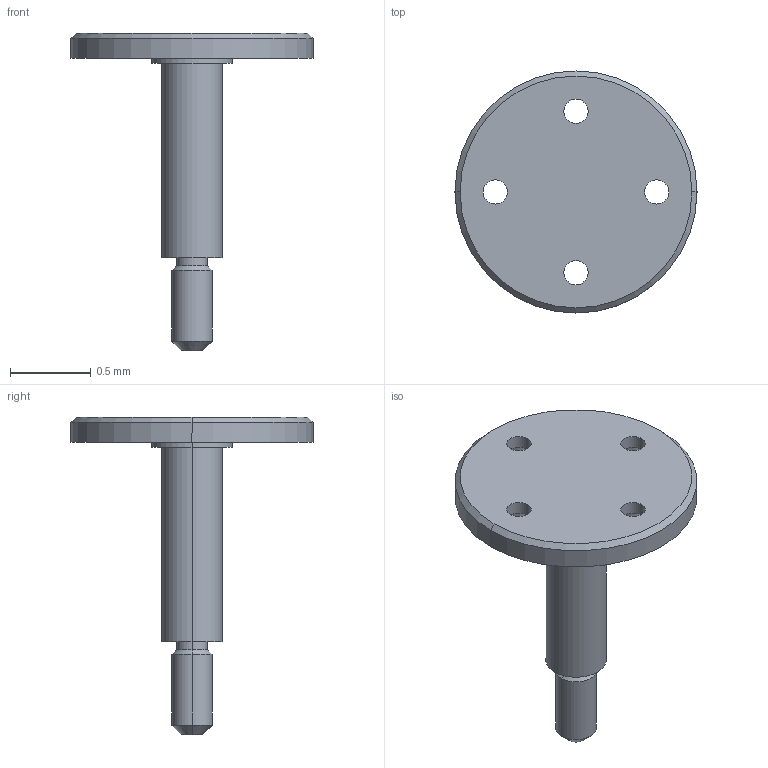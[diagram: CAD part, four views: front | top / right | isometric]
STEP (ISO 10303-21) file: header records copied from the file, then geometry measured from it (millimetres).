
FILE_DESCRIPTION(('produced by SPATIAL CORP'),'2;1');
FILE_NAME( 'bearing_post1_56.hh.sat.stp','2002-04-19T11:22:44+00:00',('SPATIAL CORP' ),('SPATIAL CORP'),'ACIS STEP Husk','http://www.spatial.com', 'SPATIAL CORP');
FILE_SCHEMA(('CONFIG_CONTROL_DESIGN'));
Length unit declared in the file: millimetre
Products named in the file (1): PRODUCT_ID_1
Bounding box: 1.5 x 1.5 x 1.97 mm (x, y, z)
Volume: 0.4 mm3; surface area: 6.2 mm2
Topology: 1 solids, 1 shells, 37 faces, 84 edges, 52 vertices
Faces by surface type: cylinder 18, cone 14, plane 5
Entity records: 935 total; most frequent: ORIENTED_EDGE 168, CARTESIAN_POINT 129, DIRECTION 122, EDGE_CURVE 84, VERTEX_POINT 52, EDGE_LOOP 48, FACE_BOUND 48, AXIS2_PLACEMENT_3D 45
